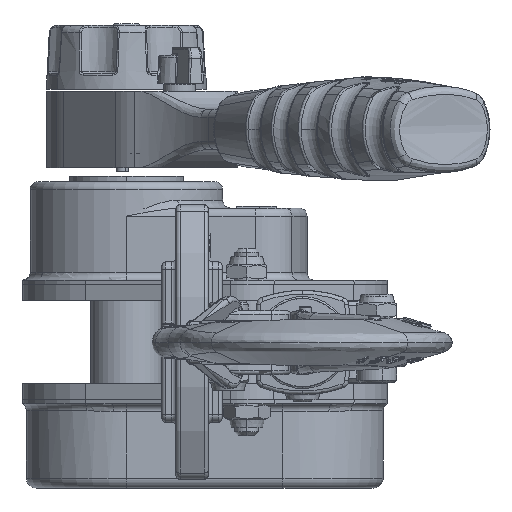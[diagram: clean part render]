
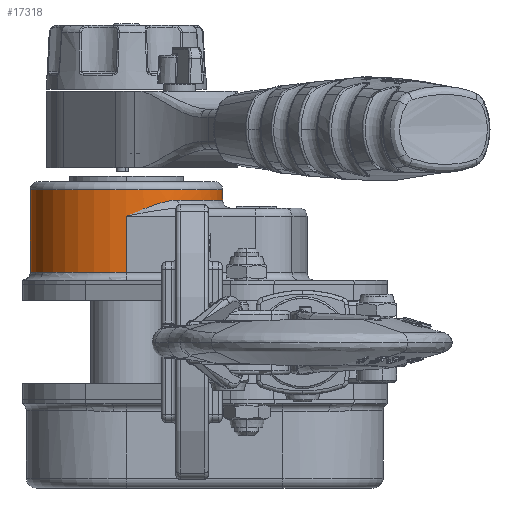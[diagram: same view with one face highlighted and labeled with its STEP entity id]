
A CAD part, front view. The second image highlights one B-rep face of the part: STEP entity #17318.
In plain terms, the highlighted cylindrical face has radius 24 mm (diameter 48 mm), a partial arc.
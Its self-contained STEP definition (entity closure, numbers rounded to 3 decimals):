
#1266 = CARTESIAN_POINT ( 'NONE',  ( -17.533, -12.954, 40. ) ) ;
#2685 = DIRECTION ( 'NONE',  ( 0., 0., -1. ) ) ;
#2686 = VECTOR ( 'NONE', #2685, 1000. ) ;
#2688 = CARTESIAN_POINT ( 'NONE',  ( -17.533, -12.954, 38. ) ) ;
#2690 = LINE ( 'NONE', #2688, #2686 ) ;
#2691 = CARTESIAN_POINT ( 'NONE',  ( -65.533, -12.954, 42.6 ) ) ;
#2733 = CARTESIAN_POINT ( 'NONE',  ( -17.533, -12.954, 42.6 ) ) ;
#2988 = LINE ( 'NONE', #3014, #3013 ) ;
#3012 = DIRECTION ( 'NONE',  ( 0., 0., -1. ) ) ;
#3013 = VECTOR ( 'NONE', #3012, 1000. ) ;
#3014 = CARTESIAN_POINT ( 'NONE',  ( -65.533, -12.954, 38. ) ) ;
#3025 = CARTESIAN_POINT ( 'NONE',  ( -65.533, -12.954, 22. ) ) ;
#7166 = CARTESIAN_POINT ( 'NONE',  ( -41.533, -36.954, 22. ) ) ;
#7181 = CARTESIAN_POINT ( 'NONE',  ( -41.533, -36.954, 36. ) ) ;
#7508 = DIRECTION ( 'NONE',  ( 0., 0., -1. ) ) ;
#7510 = VECTOR ( 'NONE', #7508, 1000. ) ;
#7511 = CARTESIAN_POINT ( 'NONE',  ( -41.533, -36.954, 38. ) ) ;
#7513 = LINE ( 'NONE', #7511, #7510 ) ;
#13813 = VERTEX_POINT ( 'NONE', #2733 ) ;
#13825 = EDGE_CURVE ( 'NONE', #13813, #14002, #2690, .T. ) ;
#13916 = VERTEX_POINT ( 'NONE', #3025 ) ;
#13941 = EDGE_CURVE ( 'NONE', #13999, #13916, #2988, .T. ) ;
#13999 = VERTEX_POINT ( 'NONE', #2691 ) ;
#14002 = VERTEX_POINT ( 'NONE', #1266 ) ;
#15350 = VERTEX_POINT ( 'NONE', #7166 ) ;
#15357 = VERTEX_POINT ( 'NONE', #7181 ) ;
#15481 = EDGE_CURVE ( 'NONE', #15357, #15350, #7513, .T. ) ;
#17271 = EDGE_CURVE ( 'NONE', #17314, #14002, #19137, .T. ) ;
#17282 = EDGE_CURVE ( 'NONE', #15357, #17314, #19343, .T. ) ;
#17314 = VERTEX_POINT ( 'NONE', #19508 ) ;
#17316 = EDGE_CURVE ( 'NONE', #13916, #15350, #19419, .T. ) ;
#17318 = ADVANCED_FACE ( 'NONE', ( #19512 ), #19489, .T. ) ;
#17376 = ORIENTED_EDGE ( 'NONE', *, *, #13825, .F. ) ;
#17461 = ORIENTED_EDGE ( 'NONE', *, *, #13941, .T. ) ;
#17464 = ORIENTED_EDGE ( 'NONE', *, *, #15481, .F. ) ;
#17467 = ORIENTED_EDGE ( 'NONE', *, *, #17271, .T. ) ;
#17470 = ORIENTED_EDGE ( 'NONE', *, *, #17316, .T. ) ;
#17490 = EDGE_LOOP ( 'NONE', ( #17376, #17505, #17461, #17470, #17464, #17511, #17467 ) ) ;
#17492 = EDGE_CURVE ( 'NONE', #13813, #13999, #20266, .T. ) ;
#17505 = ORIENTED_EDGE ( 'NONE', *, *, #17492, .T. ) ;
#17511 = ORIENTED_EDGE ( 'NONE', *, *, #17282, .T. ) ;
#19122 = DIRECTION ( 'NONE',  ( 0., 0., 1. ) ) ;
#19137 = CIRCLE ( 'NONE', #19143, 24. ) ;
#19143 = AXIS2_PLACEMENT_3D ( 'NONE', #19209, #19122, #19196 ) ;
#19196 = DIRECTION ( 'NONE',  ( 1., 0., 0. ) ) ;
#19209 = CARTESIAN_POINT ( 'NONE',  ( -41.533, -12.954, 40. ) ) ;
#19294 = CARTESIAN_POINT ( 'NONE',  ( -28.743, -33.262, 40. ) ) ;
#19298 = CARTESIAN_POINT ( 'NONE',  ( -29.248, -33.58, 40. ) ) ;
#19300 = CARTESIAN_POINT ( 'NONE',  ( -29.757, -33.875, 39.956 ) ) ;
#19302 = CARTESIAN_POINT ( 'NONE',  ( -30.787, -34.422, 39.81 ) ) ;
#19305 = CARTESIAN_POINT ( 'NONE',  ( -31.308, -34.674, 39.706 ) ) ;
#19307 = CARTESIAN_POINT ( 'NONE',  ( -32.36, -35.139, 39.456 ) ) ;
#19310 = CARTESIAN_POINT ( 'NONE',  ( -32.895, -35.353, 39.307 ) ) ;
#19314 = CARTESIAN_POINT ( 'NONE',  ( -33.966, -35.737, 38.98 ) ) ;
#19316 = CARTESIAN_POINT ( 'NONE',  ( -34.501, -35.908, 38.801 ) ) ;
#19318 = CARTESIAN_POINT ( 'NONE',  ( -36.109, -36.36, 38.233 ) ) ;
#19319 = CARTESIAN_POINT ( 'NONE',  ( -37.183, -36.582, 37.812 ) ) ;
#19320 = CARTESIAN_POINT ( 'NONE',  ( -39.351, -36.88, 36.927 ) ) ;
#19334 = CARTESIAN_POINT ( 'NONE',  ( -40.444, -36.954, 36.463 ) ) ;
#19336 = CARTESIAN_POINT ( 'NONE',  ( -41.533, -36.954, 36. ) ) ;
#19343 = B_SPLINE_CURVE_WITH_KNOTS ( 'NONE', 3,
 ( #19336, #19334, #19320, #19319, #19318, #19316, #19314, #19310, #19307, #19305, #19302, #19300, #19298, #19294 ),
 .UNSPECIFIED., .F., .F.,
 ( 4, 2, 2, 2, 2, 2, 4 ),
 ( 0., 0.004, 0.007, 0.009, 0.011, 0.012, 0.014 ),
 .UNSPECIFIED. ) ;
#19347 = AXIS2_PLACEMENT_3D ( 'NONE', #19469, #19523, #19608 ) ;
#19400 = AXIS2_PLACEMENT_3D ( 'NONE', #19486, #19483, #19481 ) ;
#19419 = CIRCLE ( 'NONE', #19400, 24. ) ;
#19469 = CARTESIAN_POINT ( 'NONE',  ( -41.533, -12.954, 38. ) ) ;
#19481 = DIRECTION ( 'NONE',  ( 1., 0., 0. ) ) ;
#19483 = DIRECTION ( 'NONE',  ( 0., 0., 1. ) ) ;
#19486 = CARTESIAN_POINT ( 'NONE',  ( -41.533, -12.954, 22. ) ) ;
#19489 = CYLINDRICAL_SURFACE ( 'NONE', #19347, 24. ) ;
#19508 = CARTESIAN_POINT ( 'NONE',  ( -28.743, -33.262, 40. ) ) ;
#19512 = FACE_OUTER_BOUND ( 'NONE', #17490, .T. ) ;
#19523 = DIRECTION ( 'NONE',  ( 0., 0., -1. ) ) ;
#19608 = DIRECTION ( 'NONE',  ( -1., 0., 0. ) ) ;
#20255 = CARTESIAN_POINT ( 'NONE',  ( -41.533, -12.954, 42.6 ) ) ;
#20266 = CIRCLE ( 'NONE', #20417, 24. ) ;
#20413 = DIRECTION ( 'NONE',  ( 1., 0., 0. ) ) ;
#20416 = DIRECTION ( 'NONE',  ( 0., 0., -1. ) ) ;
#20417 = AXIS2_PLACEMENT_3D ( 'NONE', #20255, #20416, #20413 ) ;
